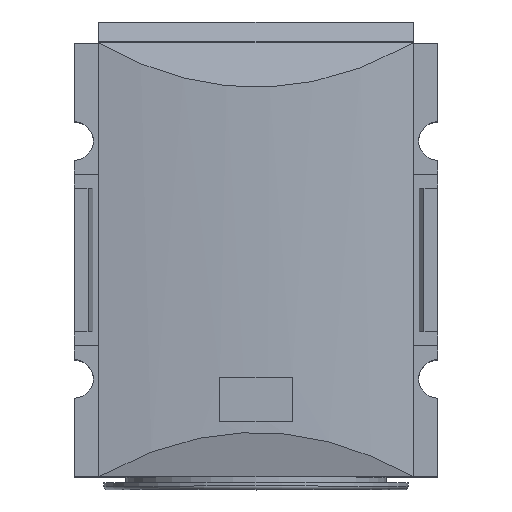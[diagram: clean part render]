
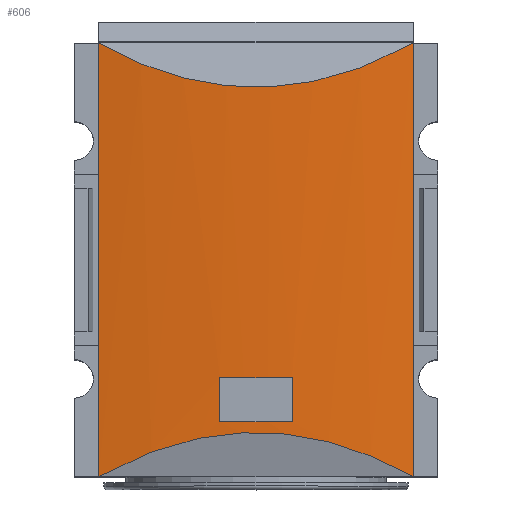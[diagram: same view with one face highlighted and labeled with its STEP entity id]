
A CAD part, top view. The second image highlights one B-rep face of the part: STEP entity #606.
In plain terms, the highlighted cylindrical face has radius 150 mm (diameter 300 mm), a partial arc.
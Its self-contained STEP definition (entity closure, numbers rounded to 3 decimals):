
#606 = ADVANCED_FACE( '', ( #1261, #1262 ), #1263, .T. );
#1261 = FACE_OUTER_BOUND( '', #1917, .T. );
#1262 = FACE_BOUND( '', #1918, .T. );
#1263 = CYLINDRICAL_SURFACE( '', #1919, 150. );
#1917 = EDGE_LOOP( '', ( #3572, #3573, #3574, #3575 ) );
#1918 = EDGE_LOOP( '', ( #3576, #3577, #3578, #3579 ) );
#1919 = AXIS2_PLACEMENT_3D( '', #3580, #3581, #3582 );
#3572 = ORIENTED_EDGE( '', *, *, #3804, .F. );
#3573 = ORIENTED_EDGE( '', *, *, #4188, .T. );
#3574 = ORIENTED_EDGE( '', *, *, #4161, .T. );
#3575 = ORIENTED_EDGE( '', *, *, #4256, .T. );
#3576 = ORIENTED_EDGE( '', *, *, #3832, .F. );
#3577 = ORIENTED_EDGE( '', *, *, #3902, .F. );
#3578 = ORIENTED_EDGE( '', *, *, #4279, .F. );
#3579 = ORIENTED_EDGE( '', *, *, #4126, .F. );
#3580 = CARTESIAN_POINT( '', ( 0., 31., -122.903 ) );
#3581 = DIRECTION( '', ( 0., 1., 0. ) );
#3582 = DIRECTION( '', ( 0., 0., -1. ) );
#3804 = EDGE_CURVE( '', #4581, #4575, #4583, .T. );
#3832 = EDGE_CURVE( '', #4632, #4633, #4634, .T. );
#3902 = EDGE_CURVE( '', #4744, #4632, #4745, .T. );
#4126 = EDGE_CURVE( '', #4633, #5070, #5071, .T. );
#4161 = EDGE_CURVE( '', #4307, #4571, #5113, .T. );
#4188 = EDGE_CURVE( '', #4581, #4307, #5143, .T. );
#4256 = EDGE_CURVE( '', #4571, #4575, #5220, .T. );
#4279 = EDGE_CURVE( '', #5070, #4744, #5244, .F. );
#4307 = VERTEX_POINT( '', #5275 );
#4571 = VERTEX_POINT( '', #5636 );
#4575 = VERTEX_POINT( '', #5642 );
#4581 = VERTEX_POINT( '', #5651 );
#4583 = LINE( '', #5654, #5655 );
#4632 = VERTEX_POINT( '', #5727 );
#4633 = VERTEX_POINT( '', #5728 );
#4634 = LINE( '', #5729, #5730 );
#4744 = VERTEX_POINT( '', #5882 );
#4745 = CIRCLE( '', #5883, 150. );
#5070 = VERTEX_POINT( '', #6340 );
#5071 = CIRCLE( '', #6341, 150. );
#5113 = LINE( '', #6401, #6402 );
#5143 = ELLIPSE( '', #6447, 579.555, 150. );
#5220 = ELLIPSE( '', #6639, 579.555, 150. );
#5244 = LINE( '', #6666, #6667 );
#5275 = CARTESIAN_POINT( '', ( -22.5, 31., 25.4 ) );
#5636 = CARTESIAN_POINT( '', ( -22.5, -31., 25.4 ) );
#5642 = CARTESIAN_POINT( '', ( 22.5, -31., 25.4 ) );
#5651 = CARTESIAN_POINT( '', ( 22.5, 31., 25.4 ) );
#5654 = CARTESIAN_POINT( '', ( 22.5, 31., 25.4 ) );
#5655 = VECTOR( '', #6872, 1000. );
#5727 = CARTESIAN_POINT( '', ( -5.15, -16.85, 27.009 ) );
#5728 = CARTESIAN_POINT( '', ( -5.15, -23.15, 27.009 ) );
#5729 = CARTESIAN_POINT( '', ( -5.15, 31., 27.009 ) );
#5730 = VECTOR( '', #6896, 1000. );
#5882 = CARTESIAN_POINT( '', ( 5.15, -16.85, 27.009 ) );
#5883 = AXIS2_PLACEMENT_3D( '', #6972, #6973, #6974 );
#6340 = CARTESIAN_POINT( '', ( 5.15, -23.15, 27.009 ) );
#6341 = AXIS2_PLACEMENT_3D( '', #7197, #7198, #7199 );
#6401 = CARTESIAN_POINT( '', ( -22.5, 31., 25.4 ) );
#6402 = VECTOR( '', #7224, 1000. );
#6447 = AXIS2_PLACEMENT_3D( '', #7243, #7244, #7245 );
#6639 = AXIS2_PLACEMENT_3D( '', #7291, #7292, #7293 );
#6666 = CARTESIAN_POINT( '', ( 5.15, 31., 27.009 ) );
#6667 = VECTOR( '', #7306, 1000. );
#6872 = DIRECTION( '', ( 0., -1., 0. ) );
#6896 = DIRECTION( '', ( 0., -1., 0. ) );
#6972 = CARTESIAN_POINT( '', ( 0., -16.85, -122.903 ) );
#6973 = DIRECTION( '', ( 0., -1., 0. ) );
#6974 = DIRECTION( '', ( 0., 0., -1. ) );
#7197 = CARTESIAN_POINT( '', ( 0., -23.15, -122.903 ) );
#7198 = DIRECTION( '', ( 0., 1., 0. ) );
#7199 = DIRECTION( '', ( 0., 0., 1. ) );
#7224 = DIRECTION( '', ( 0., -1., 0. ) );
#7243 = CARTESIAN_POINT( '', ( 0., 584.474, -122.903 ) );
#7244 = DIRECTION( '', ( 0., -0.259, -0.966 ) );
#7245 = DIRECTION( '', ( 0., -0.966, 0.259 ) );
#7291 = CARTESIAN_POINT( '', ( 0., -584.474, -122.903 ) );
#7292 = DIRECTION( '', ( 0., 0.259, -0.966 ) );
#7293 = DIRECTION( '', ( 0., -0.966, -0.259 ) );
#7306 = DIRECTION( '', ( 0., -1., 0. ) );
